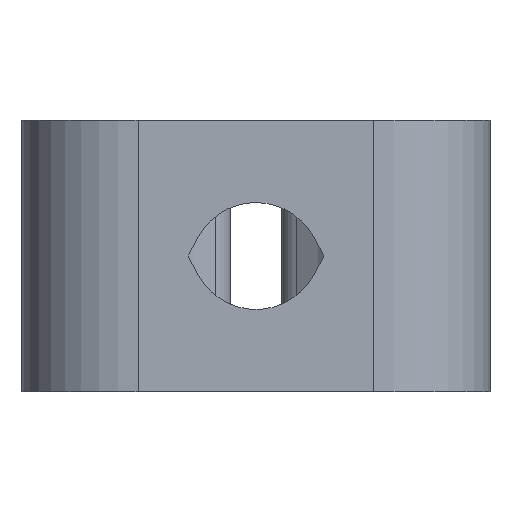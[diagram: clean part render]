
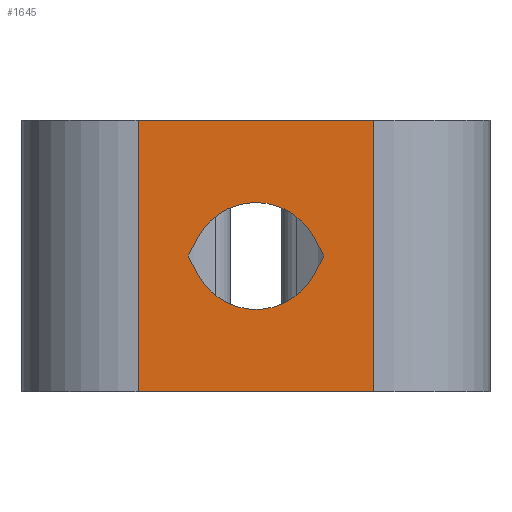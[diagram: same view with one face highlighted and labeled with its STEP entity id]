
A CAD part, front view. The second image highlights one B-rep face of the part: STEP entity #1645.
In plain terms, the highlighted planar face has unit normal (0, -1, 0).
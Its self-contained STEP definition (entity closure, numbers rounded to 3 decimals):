
#5 = CARTESIAN_POINT ( 'NONE',  ( 0., -0.5, 0.352 ) ) ;
#17 = EDGE_CURVE ( 'NONE', #1690, #1299, #1774, .T. ) ;
#20 = VERTEX_POINT ( 'NONE', #2163 ) ;
#51 = VERTEX_POINT ( 'NONE', #1812 ) ;
#71 = CARTESIAN_POINT ( 'NONE',  ( 3.475, -0.5, 4. ) ) ;
#88 = CIRCLE ( 'NONE', #1927, 1.927 ) ;
#97 = VERTEX_POINT ( 'NONE', #463 ) ;
#101 = VECTOR ( 'NONE', #1994, 1000. ) ;
#111 = EDGE_CURVE ( 'NONE', #1267, #357, #2018, .T. ) ;
#133 = CARTESIAN_POINT ( 'NONE',  ( 0., -0.5, -0.352 ) ) ;
#135 = VECTOR ( 'NONE', #1175, 1000. ) ;
#144 = ORIENTED_EDGE ( 'NONE', *, *, #1265, .T. ) ;
#153 = CARTESIAN_POINT ( 'NONE',  ( -3.475, -0.5, -4. ) ) ;
#173 = DIRECTION ( 'NONE',  ( 0., 0., -1. ) ) ;
#205 = EDGE_LOOP ( 'NONE', ( #904, #144, #2017, #388, #616, #1970, #1669 ) ) ;
#212 = ORIENTED_EDGE ( 'NONE', *, *, #111, .F. ) ;
#290 = CARTESIAN_POINT ( 'NONE',  ( 3.475, -0.5, -4. ) ) ;
#300 = DIRECTION ( 'NONE',  ( 0., 0., 1. ) ) ;
#352 = LINE ( 'NONE', #153, #2122 ) ;
#357 = VERTEX_POINT ( 'NONE', #71 ) ;
#367 = VECTOR ( 'NONE', #1177, 1000. ) ;
#388 = ORIENTED_EDGE ( 'NONE', *, *, #2075, .T. ) ;
#428 = VERTEX_POINT ( 'NONE', #1365 ) ;
#463 = CARTESIAN_POINT ( 'NONE',  ( 0., -0.5, 1.575 ) ) ;
#486 = CARTESIAN_POINT ( 'NONE',  ( 1.696, -0.5, 0.563 ) ) ;
#521 = CARTESIAN_POINT ( 'NONE',  ( 3.475, -0.5, -4. ) ) ;
#523 = VERTEX_POINT ( 'NONE', #1307 ) ;
#558 = DIRECTION ( 'NONE',  ( 0., 0., 1. ) ) ;
#569 = FACE_BOUND ( 'NONE', #205, .T. ) ;
#592 = CARTESIAN_POINT ( 'NONE',  ( -3.475, -0.5, 4. ) ) ;
#594 = VERTEX_POINT ( 'NONE', #486 ) ;
#614 = DIRECTION ( 'NONE',  ( 0., 0., -1. ) ) ;
#616 = ORIENTED_EDGE ( 'NONE', *, *, #774, .T. ) ;
#632 = CARTESIAN_POINT ( 'NONE',  ( 3.475, -0.5, -4. ) ) ;
#677 = VECTOR ( 'NONE', #926, 1000. ) ;
#701 = VERTEX_POINT ( 'NONE', #521 ) ;
#730 = DIRECTION ( 'NONE',  ( 0., 1., 0. ) ) ;
#764 = CARTESIAN_POINT ( 'NONE',  ( 3.475, -0.5, -4. ) ) ;
#774 = EDGE_CURVE ( 'NONE', #523, #20, #2138, .T. ) ;
#791 = CARTESIAN_POINT ( 'NONE',  ( -1.696, -0.5, 0.563 ) ) ;
#803 = CARTESIAN_POINT ( 'NONE',  ( 1.696, -0.5, -0.563 ) ) ;
#811 = DIRECTION ( 'NONE',  ( 0.475, 0., -0.88 ) ) ;
#820 = CIRCLE ( 'NONE', #929, 1.927 ) ;
#875 = CIRCLE ( 'NONE', #877, 1.927 ) ;
#877 = AXIS2_PLACEMENT_3D ( 'NONE', #133, #1287, #300 ) ;
#883 = CARTESIAN_POINT ( 'NONE',  ( 0., -0.5, -0.352 ) ) ;
#904 = ORIENTED_EDGE ( 'NONE', *, *, #17, .T. ) ;
#926 = DIRECTION ( 'NONE',  ( 0., 0., 1. ) ) ;
#929 = AXIS2_PLACEMENT_3D ( 'NONE', #883, #730, #558 ) ;
#933 = CARTESIAN_POINT ( 'NONE',  ( 3.475, -0.5, 4. ) ) ;
#947 = EDGE_CURVE ( 'NONE', #97, #594, #820, .T. ) ;
#966 = CARTESIAN_POINT ( 'NONE',  ( -2., -0.5, 0. ) ) ;
#1040 = LINE ( 'NONE', #632, #1893 ) ;
#1104 = VECTOR ( 'NONE', #811, 1000. ) ;
#1135 = DIRECTION ( 'NONE',  ( 0., 0., 1. ) ) ;
#1162 = DIRECTION ( 'NONE',  ( 0., 1., 0. ) ) ;
#1172 = LINE ( 'NONE', #764, #677 ) ;
#1175 = DIRECTION ( 'NONE',  ( -0.475, 0., 0.88 ) ) ;
#1177 = DIRECTION ( 'NONE',  ( -0.475, 0., -0.88 ) ) ;
#1265 = EDGE_CURVE ( 'NONE', #1299, #97, #875, .T. ) ;
#1267 = VERTEX_POINT ( 'NONE', #592 ) ;
#1281 = ORIENTED_EDGE ( 'NONE', *, *, #2052, .F. ) ;
#1287 = DIRECTION ( 'NONE',  ( 0., 1., 0. ) ) ;
#1299 = VERTEX_POINT ( 'NONE', #791 ) ;
#1307 = CARTESIAN_POINT ( 'NONE',  ( 2., -0.5, 0. ) ) ;
#1365 = CARTESIAN_POINT ( 'NONE',  ( -1.696, -0.5, -0.563 ) ) ;
#1393 = ORIENTED_EDGE ( 'NONE', *, *, #1568, .T. ) ;
#1422 = EDGE_CURVE ( 'NONE', #51, #701, #1040, .T. ) ;
#1471 = AXIS2_PLACEMENT_3D ( 'NONE', #290, #1627, #614 ) ;
#1507 = ORIENTED_EDGE ( 'NONE', *, *, #1422, .T. ) ;
#1563 = VECTOR ( 'NONE', #1955, 1000. ) ;
#1568 = EDGE_CURVE ( 'NONE', #701, #357, #1172, .T. ) ;
#1573 = LINE ( 'NONE', #1654, #1104 ) ;
#1627 = DIRECTION ( 'NONE',  ( 0., -1., 0. ) ) ;
#1645 = ADVANCED_FACE ( 'NONE', ( #569, #1859 ), #1791, .T. ) ;
#1654 = CARTESIAN_POINT ( 'NONE',  ( 1.696, -0.5, 0.563 ) ) ;
#1669 = ORIENTED_EDGE ( 'NONE', *, *, #1728, .T. ) ;
#1688 = EDGE_CURVE ( 'NONE', #20, #428, #88, .T. ) ;
#1690 = VERTEX_POINT ( 'NONE', #1980 ) ;
#1708 = LINE ( 'NONE', #2026, #135 ) ;
#1728 = EDGE_CURVE ( 'NONE', #428, #1690, #1708, .T. ) ;
#1774 = LINE ( 'NONE', #966, #101 ) ;
#1791 = PLANE ( 'NONE',  #1471 ) ;
#1812 = CARTESIAN_POINT ( 'NONE',  ( -3.475, -0.5, -4. ) ) ;
#1818 = DIRECTION ( 'NONE',  ( 1., 0., 0. ) ) ;
#1859 = FACE_OUTER_BOUND ( 'NONE', #2098, .T. ) ;
#1893 = VECTOR ( 'NONE', #1818, 1000. ) ;
#1927 = AXIS2_PLACEMENT_3D ( 'NONE', #5, #1162, #173 ) ;
#1955 = DIRECTION ( 'NONE',  ( 1., 0., 0. ) ) ;
#1970 = ORIENTED_EDGE ( 'NONE', *, *, #1688, .T. ) ;
#1980 = CARTESIAN_POINT ( 'NONE',  ( -2., -0.5, 0. ) ) ;
#1994 = DIRECTION ( 'NONE',  ( 0.475, 0., 0.88 ) ) ;
#2017 = ORIENTED_EDGE ( 'NONE', *, *, #947, .T. ) ;
#2018 = LINE ( 'NONE', #933, #1563 ) ;
#2026 = CARTESIAN_POINT ( 'NONE',  ( -2., -0.5, 0. ) ) ;
#2052 = EDGE_CURVE ( 'NONE', #51, #1267, #352, .T. ) ;
#2075 = EDGE_CURVE ( 'NONE', #594, #523, #1573, .T. ) ;
#2098 = EDGE_LOOP ( 'NONE', ( #212, #1281, #1507, #1393 ) ) ;
#2122 = VECTOR ( 'NONE', #1135, 1000. ) ;
#2138 = LINE ( 'NONE', #803, #367 ) ;
#2163 = CARTESIAN_POINT ( 'NONE',  ( 1.696, -0.5, -0.563 ) ) ;
